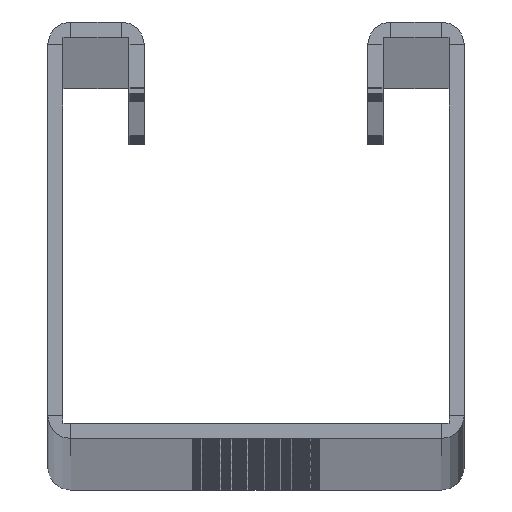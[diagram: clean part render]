
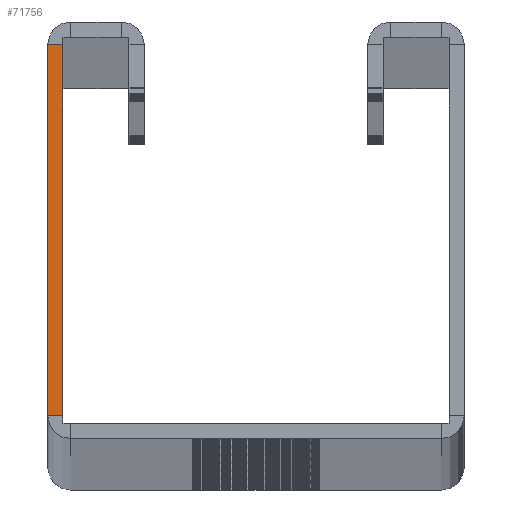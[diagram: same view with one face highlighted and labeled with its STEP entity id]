
A CAD part, top view. The second image highlights one B-rep face of the part: STEP entity #71756.
In plain terms, the highlighted planar face has unit normal (0, 0, 1).
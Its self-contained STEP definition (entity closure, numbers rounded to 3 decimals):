
#1182 = CARTESIAN_POINT ( 'NONE',  ( -20.5, 38.75, 0. ) ) ;
#1500 = CARTESIAN_POINT ( 'NONE',  ( -20.5, 0., 0. ) ) ;
#2321 = CARTESIAN_POINT ( 'NONE',  ( -19., 38.75, 0. ) ) ;
#6357 = LINE ( 'NONE', #10255, #75430 ) ;
#9225 = PLANE ( 'NONE',  #15158 ) ;
#10255 = CARTESIAN_POINT ( 'NONE',  ( -19., 0., 0. ) ) ;
#13466 = EDGE_CURVE ( 'NONE', #34293, #28041, #77513, .T. ) ;
#15158 = AXIS2_PLACEMENT_3D ( 'NONE', #15823, #46027, #57666 ) ;
#15789 = LINE ( 'NONE', #1500, #40412 ) ;
#15823 = CARTESIAN_POINT ( 'NONE',  ( -18.25, 1.5, 0. ) ) ;
#18822 = CARTESIAN_POINT ( 'NONE',  ( -20.5, 2.25, 0. ) ) ;
#22610 = VECTOR ( 'NONE', #71569, 1000. ) ;
#28041 = VERTEX_POINT ( 'NONE', #1182 ) ;
#29138 = EDGE_CURVE ( 'NONE', #59099, #28041, #15789, .T. ) ;
#29240 = CARTESIAN_POINT ( 'NONE',  ( -20.5, 2.25, 0. ) ) ;
#31157 = DIRECTION ( 'NONE',  ( 0., 1., 0. ) ) ;
#34293 = VERTEX_POINT ( 'NONE', #2321 ) ;
#40412 = VECTOR ( 'NONE', #31157, 1000. ) ;
#41087 = ORIENTED_EDGE ( 'NONE', *, *, #74865, .T. ) ;
#46027 = DIRECTION ( 'NONE',  ( 0., 0., 1. ) ) ;
#52970 = ORIENTED_EDGE ( 'NONE', *, *, #29138, .F. ) ;
#53845 = VERTEX_POINT ( 'NONE', #69205 ) ;
#54888 = LINE ( 'NONE', #29240, #22610 ) ;
#55638 = DIRECTION ( 'NONE',  ( -1., 0., 0. ) ) ;
#56871 = EDGE_LOOP ( 'NONE', ( #52970, #61564, #41087, #73238 ) ) ;
#57666 = DIRECTION ( 'NONE',  ( 1., 0., 0. ) ) ;
#59099 = VERTEX_POINT ( 'NONE', #18822 ) ;
#61434 = CARTESIAN_POINT ( 'NONE',  ( -19., 38.75, 0. ) ) ;
#61564 = ORIENTED_EDGE ( 'NONE', *, *, #63250, .T. ) ;
#63250 = EDGE_CURVE ( 'NONE', #59099, #53845, #54888, .T. ) ;
#69205 = CARTESIAN_POINT ( 'NONE',  ( -19., 2.25, 0. ) ) ;
#70820 = DIRECTION ( 'NONE',  ( 0., 1., 0. ) ) ;
#71569 = DIRECTION ( 'NONE',  ( 1., 0., 0. ) ) ;
#71756 = ADVANCED_FACE ( 'NONE', ( #75043 ), #9225, .T. ) ;
#73238 = ORIENTED_EDGE ( 'NONE', *, *, #13466, .T. ) ;
#74865 = EDGE_CURVE ( 'NONE', #53845, #34293, #6357, .T. ) ;
#75043 = FACE_OUTER_BOUND ( 'NONE', #56871, .T. ) ;
#75430 = VECTOR ( 'NONE', #70820, 1000. ) ;
#77513 = LINE ( 'NONE', #61434, #78492 ) ;
#78492 = VECTOR ( 'NONE', #55638, 1000. ) ;
